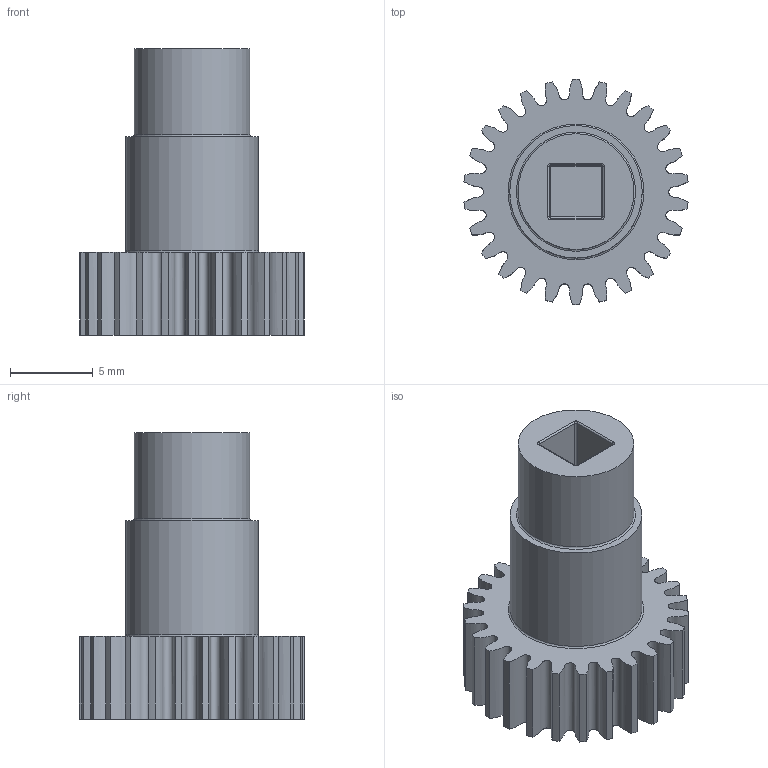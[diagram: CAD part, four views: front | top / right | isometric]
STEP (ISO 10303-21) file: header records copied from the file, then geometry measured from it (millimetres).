
FILE_DESCRIPTION(/* description */ (''),/* implementation_level */ '2;1');
FILE_NAME(/* name */ 'Output Gear.ipt.step',/* time_stamp */ '2020-04-16T23:15:03-04:00',/* author */ ('Hannah'),/* organization */ (''),/* preprocessor_version */ 'ST-DEVELOPER v17',/* originating_system */ 'Autodesk Inventor 2019',/* authorisation */ '');
FILE_SCHEMA (('AUTOMOTIVE_DESIGN { 1 0 10303 214 3 1 1 }'));
Length unit declared in the file: inch
Products named in the file (1): Output Gear
Bounding box: 13.54 x 13.6 x 17.3 mm (x, y, z)
Volume: 788.2 mm3; surface area: 1214.1 mm2
Topology: 1 solids, 1 shells, 90 faces, 240 edges, 156 vertices
Faces by surface type: cylinder 42, bspline 26, plane 11, torus 7, sphere 4
Full cylindrical faces by diameter (mm): 4 x1, 7 x1, 8 x1, 9.05 x1
Entity records: 26011 total; most frequent: CARTESIAN_POINT 23808, ORIENTED_EDGE 478, DIRECTION 424, EDGE_CURVE 239, AXIS2_PLACEMENT_3D 172, VERTEX_POINT 156, CIRCLE 107, EDGE_LOOP 95
